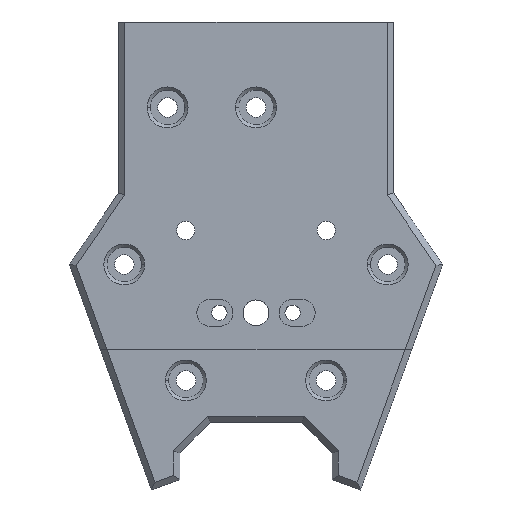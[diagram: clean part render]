
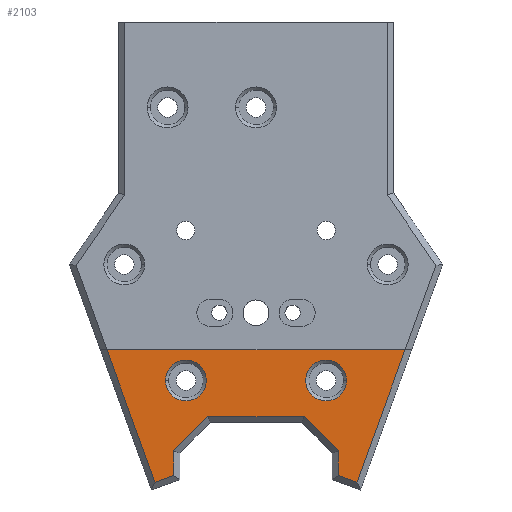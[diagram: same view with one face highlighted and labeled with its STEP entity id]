
A CAD part, top view. The second image highlights one B-rep face of the part: STEP entity #2103.
In plain terms, the highlighted planar face has unit normal (0, 0, 1).
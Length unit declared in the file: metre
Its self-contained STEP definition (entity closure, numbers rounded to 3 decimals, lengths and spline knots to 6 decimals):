
#64=PLANE('',#2333);
#186=LINE('',#3459,#361);
#189=LINE('',#3465,#364);
#192=LINE('',#3471,#367);
#195=LINE('',#3477,#370);
#197=LINE('',#3482,#372);
#202=LINE('',#3492,#377);
#205=LINE('',#3498,#380);
#208=LINE('',#3504,#383);
#209=LINE('',#3506,#384);
#224=LINE('',#3551,#399);
#361=VECTOR('',#2784,1.);
#364=VECTOR('',#2789,1.);
#367=VECTOR('',#2794,1.);
#370=VECTOR('',#2799,1.);
#372=VECTOR('',#2803,1.);
#377=VECTOR('',#2810,1.);
#380=VECTOR('',#2815,1.);
#383=VECTOR('',#2820,1.);
#384=VECTOR('',#2823,1.);
#399=VECTOR('',#2882,1.);
#837=ORIENTED_EDGE('',*,*,#1300,.F.);
#838=ORIENTED_EDGE('',*,*,#1049,.F.);
#839=ORIENTED_EDGE('',*,*,#1220,.T.);
#840=ORIENTED_EDGE('',*,*,#1243,.T.);
#841=ORIENTED_EDGE('',*,*,#1242,.T.);
#842=ORIENTED_EDGE('',*,*,#1239,.T.);
#843=ORIENTED_EDGE('',*,*,#1236,.T.);
#844=ORIENTED_EDGE('',*,*,#1231,.T.);
#845=ORIENTED_EDGE('',*,*,#1270,.F.);
#846=ORIENTED_EDGE('',*,*,#1229,.T.);
#847=ORIENTED_EDGE('',*,*,#1226,.T.);
#848=ORIENTED_EDGE('',*,*,#1223,.T.);
#849=ORIENTED_EDGE('',*,*,#1301,.F.);
#850=ORIENTED_EDGE('',*,*,#1045,.F.);
#1045=EDGE_CURVE('',#1344,#1345,#1529,.T.);
#1049=EDGE_CURVE('',#1348,#1349,#1531,.T.);
#1220=EDGE_CURVE('',#1479,#1481,#186,.T.);
#1223=EDGE_CURVE('',#1482,#1479,#189,.T.);
#1226=EDGE_CURVE('',#1485,#1482,#192,.T.);
#1229=EDGE_CURVE('',#1486,#1485,#195,.T.);
#1231=EDGE_CURVE('',#1490,#1489,#197,.T.);
#1236=EDGE_CURVE('',#1493,#1490,#202,.T.);
#1239=EDGE_CURVE('',#1495,#1493,#205,.T.);
#1242=EDGE_CURVE('',#1496,#1495,#208,.T.);
#1243=EDGE_CURVE('',#1481,#1496,#209,.T.);
#1270=EDGE_CURVE('',#1486,#1489,#224,.T.);
#1300=EDGE_CURVE('',#1349,#1348,#1618,.T.);
#1301=EDGE_CURVE('',#1345,#1344,#1619,.T.);
#1344=VERTEX_POINT('',#3094);
#1345=VERTEX_POINT('',#3096);
#1348=VERTEX_POINT('',#3103);
#1349=VERTEX_POINT('',#3105);
#1479=VERTEX_POINT('',#3454);
#1481=VERTEX_POINT('',#3458);
#1482=VERTEX_POINT('',#3462);
#1485=VERTEX_POINT('',#3469);
#1486=VERTEX_POINT('',#3474);
#1489=VERTEX_POINT('',#3481);
#1490=VERTEX_POINT('',#3483);
#1493=VERTEX_POINT('',#3490);
#1495=VERTEX_POINT('',#3496);
#1496=VERTEX_POINT('',#3501);
#1529=CIRCLE('',#2160,0.00335);
#1531=CIRCLE('',#2163,0.00335);
#1618=CIRCLE('',#2334,0.00335);
#1619=CIRCLE('',#2335,0.00335);
#1751=EDGE_LOOP('',(#837,#838));
#1752=EDGE_LOOP('',(#839,#840,#841,#842,#843,#844,#845,#846,#847,#848));
#1753=EDGE_LOOP('',(#849,#850));
#1910=FACE_BOUND('',#1751,.T.);
#1911=FACE_BOUND('',#1752,.T.);
#1912=FACE_BOUND('',#1753,.T.);
#2103=ADVANCED_FACE('',(#1910,#1911,#1912),#64,.T.);
#2160=AXIS2_PLACEMENT_3D('',#3095,#2428,#2429);
#2163=AXIS2_PLACEMENT_3D('',#3104,#2436,#2437);
#2333=AXIS2_PLACEMENT_3D('',#3609,#2940,#2941);
#2334=AXIS2_PLACEMENT_3D('',#3610,#2942,#2943);
#2335=AXIS2_PLACEMENT_3D('',#3611,#2944,#2945);
#2428=DIRECTION('',(0.,0.,1.));
#2429=DIRECTION('',(1.,0.,0.));
#2436=DIRECTION('',(0.,0.,1.));
#2437=DIRECTION('',(1.,0.,0.));
#2784=DIRECTION('',(0.707,0.707,0.));
#2789=DIRECTION('',(0.,1.,0.));
#2794=DIRECTION('',(0.94,0.342,0.));
#2799=DIRECTION('',(0.342,-0.94,0.));
#2803=DIRECTION('',(0.342,0.94,0.));
#2810=DIRECTION('',(0.94,-0.342,0.));
#2815=DIRECTION('',(0.,-1.,0.));
#2820=DIRECTION('',(0.707,-0.707,0.));
#2823=DIRECTION('',(1.,0.,0.));
#2882=DIRECTION('',(1.,0.,0.));
#2940=DIRECTION('',(0.,0.,1.));
#2941=DIRECTION('',(1.,0.,0.));
#2942=DIRECTION('',(0.,0.,1.));
#2943=DIRECTION('',(1.,0.,0.));
#2944=DIRECTION('',(0.,0.,1.));
#2945=DIRECTION('',(1.,0.,0.));
#3094=CARTESIAN_POINT('',(0.211854,0.138233,0.148238));
#3095=CARTESIAN_POINT('',(0.215204,0.138233,0.148238));
#3096=CARTESIAN_POINT('',(0.218554,0.138233,0.148238));
#3103=CARTESIAN_POINT('',(0.234841,0.138233,0.148238));
#3104=CARTESIAN_POINT('',(0.238191,0.138233,0.148238));
#3105=CARTESIAN_POINT('',(0.241541,0.138233,0.148238));
#3454=CARTESIAN_POINT('',(0.213197,0.126725,0.148238));
#3458=CARTESIAN_POINT('',(0.218783,0.132311,0.148238));
#3459=CARTESIAN_POINT('',(0.217797,0.131325,0.148238));
#3462=CARTESIAN_POINT('',(0.213197,0.122678,0.148238));
#3465=CARTESIAN_POINT('',(0.213197,0.126311,0.148238));
#3469=CARTESIAN_POINT('',(0.210153,0.12157,0.148238));
#3471=CARTESIAN_POINT('',(0.236672,0.131222,0.148238));
#3474=CARTESIAN_POINT('',(0.202268,0.143233,0.148238));
#3477=CARTESIAN_POINT('',(0.200178,0.148974,0.148238));
#3481=CARTESIAN_POINT('',(0.251127,0.143233,0.148238));
#3482=CARTESIAN_POINT('',(0.253216,0.148974,0.148238));
#3483=CARTESIAN_POINT('',(0.243242,0.12157,0.148238));
#3490=CARTESIAN_POINT('',(0.240197,0.122678,0.148238));
#3492=CARTESIAN_POINT('',(0.216723,0.131222,0.148238));
#3496=CARTESIAN_POINT('',(0.240197,0.126725,0.148238));
#3498=CARTESIAN_POINT('',(0.240197,0.158627,0.148238));
#3501=CARTESIAN_POINT('',(0.234611,0.132311,0.148238));
#3504=CARTESIAN_POINT('',(0.217497,0.149426,0.148238));
#3506=CARTESIAN_POINT('',(0.226457,0.132311,0.148238));
#3551=CARTESIAN_POINT('',(0.226697,0.143233,0.148238));
#3609=CARTESIAN_POINT('',(0.226697,0.158627,0.148238));
#3610=CARTESIAN_POINT('',(0.238191,0.138233,0.148238));
#3611=CARTESIAN_POINT('',(0.215204,0.138233,0.148238));
